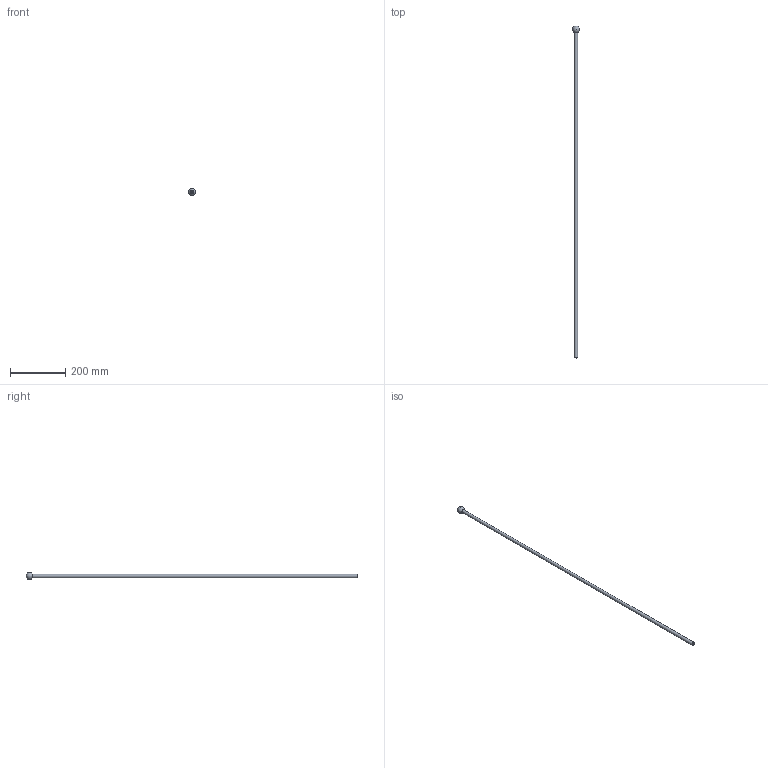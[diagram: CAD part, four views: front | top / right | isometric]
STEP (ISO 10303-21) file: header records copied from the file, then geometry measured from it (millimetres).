
FILE_DESCRIPTION (( 'STEP AP203' ), '1' );
FILE_NAME ('1304-IT.STEP', '2022-04-13T14:43:17', ( '' ), ( '' ), 'SwSTEP 2.0', 'SolidWorks 2018', '' );
FILE_SCHEMA (( 'CONFIG_CONTROL_DESIGN' ));
Length unit declared in the file: millimetre
Products named in the file (1): 1304-IT
Bounding box: 24.78 x 1199.89 x 25 mm (x, y, z)
Volume: 141155.9 mm3; surface area: 46317.2 mm2
Topology: 1 solids, 1 shells, 229 faces, 621 edges, 414 vertices
Faces by surface type: plane 136, bspline 91, sphere 1, cylinder 1
Full cylindrical faces by diameter (mm): 12 x1
Entity records: 11256 total; most frequent: CARTESIAN_POINT 6046, ORIENTED_EDGE 1234, DIRECTION 715, EDGE_CURVE 617, VECTOR 433, LINE 433, VERTEX_POINT 412, EDGE_LOOP 251
